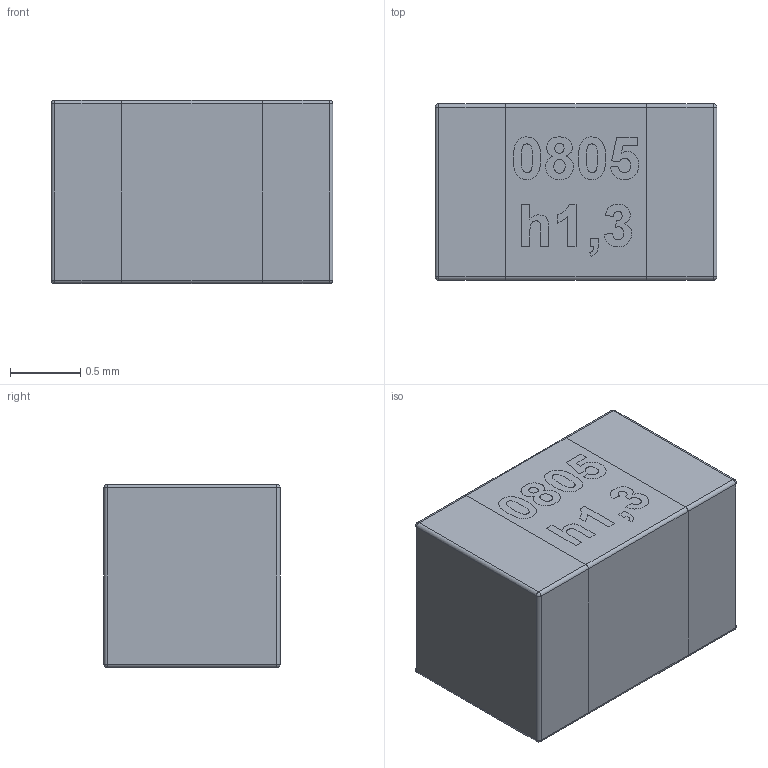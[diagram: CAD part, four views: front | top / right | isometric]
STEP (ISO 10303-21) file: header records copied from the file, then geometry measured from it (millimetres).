
FILE_DESCRIPTION (( 'STEP AP214' ), '1' );
FILE_NAME ('c_0805-h1.3.STEP', '2024-11-22T16:41:32', ( '' ), ( '' ), 'SwSTEP 2.0', 'SolidWorks 2021', '' );
FILE_SCHEMA (( 'AUTOMOTIVE_DESIGN' ));
Length unit declared in the file: millimetre
Products named in the file (1): c_0805-h1.3
Bounding box: 2 x 1.25 x 1.3 mm (x, y, z)
Volume: 3.2 mm3; surface area: 19.8 mm2
Topology: 3 solids, 3 shells, 58 faces, 206 edges, 158 vertices
Faces by surface type: plane 30, cylinder 20, sphere 8
Entity records: 3544 total; most frequent: CARTESIAN_POINT 1435, ORIENTED_EDGE 396, DIRECTION 282, EDGE_CURVE 198, VERTEX_POINT 158, AXIS2_PLACEMENT_3D 99, LINE 84, VECTOR 84
